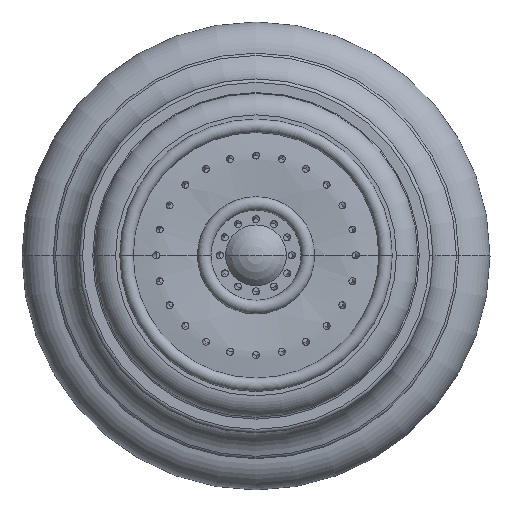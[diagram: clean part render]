
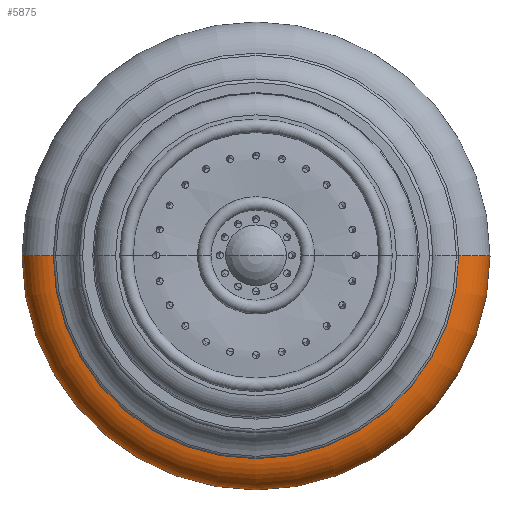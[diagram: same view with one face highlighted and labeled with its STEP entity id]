
A CAD part, top view. The second image highlights one B-rep face of the part: STEP entity #5875.
In plain terms, the highlighted toroidal (fillet/blend) face has major radius 29.261 mm and minor radius 4.978 mm.
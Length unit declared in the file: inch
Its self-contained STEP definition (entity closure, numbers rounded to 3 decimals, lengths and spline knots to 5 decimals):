
#2846=CARTESIAN_POINT('',(0.,0.,-0.26786));
#2847=DIRECTION('',(0.,0.,1.));
#2848=DIRECTION('',(-1.,0.,0.));
#2849=AXIS2_PLACEMENT_3D('',#2846,#2847,#2848);
#2855=CARTESIAN_POINT('',(0.,0.,-0.46386));
#2856=DIRECTION('',(0.,0.,1.));
#2857=DIRECTION('',(-1.,0.,0.));
#2858=AXIS2_PLACEMENT_3D('',#2855,#2856,#2857);
#2860=CARTESIAN_POINT('',(-1.152,0.,-0.46321));
#2861=DIRECTION('',(0.,1.,0.));
#2862=DIRECTION('',(-1.,0.,-0.003));
#2863=AXIS2_PLACEMENT_3D('',#2860,#2861,#2862);
#2865=CARTESIAN_POINT('',(1.152,0.,-0.46321));
#2866=DIRECTION('',(0.,-1.,0.));
#2867=DIRECTION('',(1.,0.,-0.003));
#2868=AXIS2_PLACEMENT_3D('',#2865,#2866,#2867);
#3028=CARTESIAN_POINT('',(-1.168,0.,-0.26786));
#3029=CARTESIAN_POINT('',(1.168,0.,-0.26786));
#3030=VERTEX_POINT('',#3028);
#3031=VERTEX_POINT('',#3029);
#3064=CARTESIAN_POINT('',(-1.348,0.,-0.46386));
#3065=CARTESIAN_POINT('',(1.348,0.,-0.46386));
#3066=VERTEX_POINT('',#3064);
#3067=VERTEX_POINT('',#3065);
#5861=CARTESIAN_POINT('',(0.,0.,-0.46321));
#5862=DIRECTION('',(0.,0.,-1.));
#5863=DIRECTION('',(1.,0.,0.));
#5864=AXIS2_PLACEMENT_3D('',#5861,#5862,#5863);
#5865=TOROIDAL_SURFACE('',#5864,1.152,0.196);
#5867=ORIENTED_EDGE('',*,*,#5866,.F.);
#5869=ORIENTED_EDGE('',*,*,#5868,.T.);
#5870=ORIENTED_EDGE('',*,*,#5855,.T.);
#5872=ORIENTED_EDGE('',*,*,#5871,.F.);
#5873=EDGE_LOOP('',(#5867,#5869,#5870,#5872));
#5874=FACE_OUTER_BOUND('',#5873,.F.);
#5875=ADVANCED_FACE('',(#5874),#5865,.T.);
#2850=CIRCLE('',#2849,1.168);
#2859=CIRCLE('',#2858,1.348);
#2864=CIRCLE('',#2863,0.196);
#2869=CIRCLE('',#2868,0.196);
#5855=EDGE_CURVE('',#3030,#3031,#2850,.T.);
#5866=EDGE_CURVE('',#3066,#3067,#2859,.T.);
#5868=EDGE_CURVE('',#3066,#3030,#2864,.T.);
#5871=EDGE_CURVE('',#3067,#3031,#2869,.T.);
